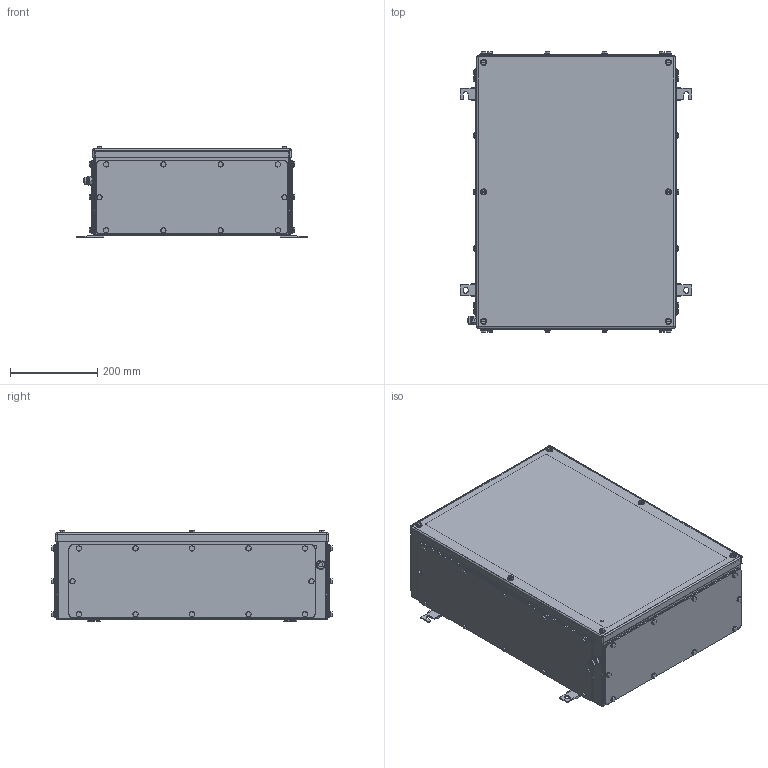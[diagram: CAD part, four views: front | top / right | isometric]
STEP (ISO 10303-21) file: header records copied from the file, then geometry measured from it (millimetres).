
FILE_DESCRIPTION(('CATIA V5 STEP Exchange','CAx-IF Rec.Pracs.--- Model Styling and Organization---1.4--- 2014-01-23'),'2;1');
FILE_NAME ('008688-4_2_1196490000_1196490000.stp','2019-09-25T08:45:05+00:00',('none'),('Weidmueller'),'CATIA Version 5-6 Release 2016 SP3 HF44','CATIA V5 STEP AP214','none');
FILE_SCHEMA(('AUTOMOTIVE_DESIGN { 1 0 10303 214 1 1 1 1 }'));
Products named in the file (1): Product7_AllCATPart
Bounding box: 531 x 642 x 208.5 mm (x, y, z)
Volume: 2704818.3 mm3; surface area: 2718036.3 mm2
Topology: 143 solids, 143 shells, 3050 faces, 6920 edges, 4296 vertices
Faces by surface type: cylinder 1356, plane 1056, cone 580, torus 42, sphere 16
Entity records: 81427 total; most frequent: CARTESIAN_POINT 17847, ORIENTED_EDGE 13584, DIRECTION 10533, EDGE_CURVE 6792, AXIS2_PLACEMENT_3D 4967, VERTEX_POINT 4296, EDGE_LOOP 3668, VECTOR 3430
